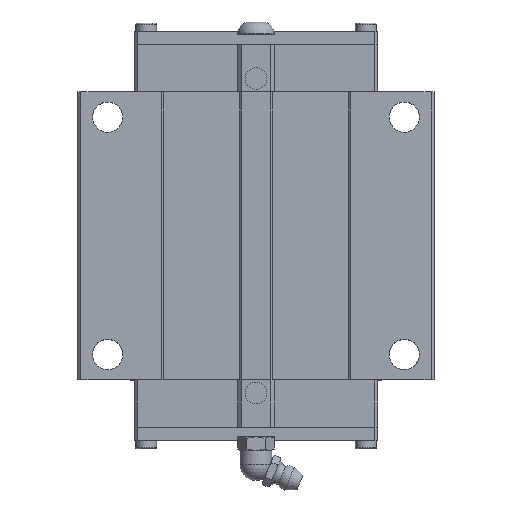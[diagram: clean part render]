
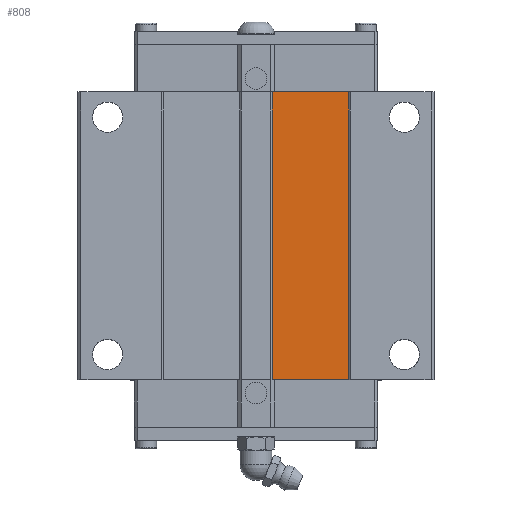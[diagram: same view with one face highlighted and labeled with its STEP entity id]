
A CAD part, top view. The second image highlights one B-rep face of the part: STEP entity #808.
In plain terms, the highlighted planar face has unit normal (0, 0, 1).
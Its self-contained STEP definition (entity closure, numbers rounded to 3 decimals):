
#808=ADVANCED_FACE('',(#1683),#1684,.F.);
#1683=FACE_OUTER_BOUND('',#2618,.T.);
#1684=PLANE('',#2619);
#2618=EDGE_LOOP('',(#5070,#5071,#5072,#5073));
#2619=AXIS2_PLACEMENT_3D('',#5074,#5075,#5076);
#5070=ORIENTED_EDGE('',*,*,#6506,.T.);
#5071=ORIENTED_EDGE('',*,*,#6472,.F.);
#5072=ORIENTED_EDGE('',*,*,#6508,.F.);
#5073=ORIENTED_EDGE('',*,*,#6093,.F.);
#5074=CARTESIAN_POINT('',(0.0,166.001,59.5));
#5075=DIRECTION('',(0.0,0.0,-1.0));
#5076=DIRECTION('',(1.0,0.0,0.0));
#6093=EDGE_CURVE('',#7480,#7482,#7483,.T.);
#6472=EDGE_CURVE('',#8010,#8012,#8013,.T.);
#6506=EDGE_CURVE('',#7480,#8012,#8061,.T.);
#6508=EDGE_CURVE('',#7482,#8010,#8063,.T.);
#7480=VERTEX_POINT('',#9568);
#7482=VERTEX_POINT('',#9571);
#7483=LINE('',#9572,#9573);
#8010=VERTEX_POINT('',#10539);
#8012=VERTEX_POINT('',#10542);
#8013=LINE('',#10543,#10544);
#8061=LINE('',#10615,#10616);
#8063=LINE('',#10618,#10619);
#9568=CARTESIAN_POINT('',(5.5,117.501,59.5));
#9571=CARTESIAN_POINT('',(31.25,117.501,59.5));
#9572=CARTESIAN_POINT('',(0.,117.501,59.5));
#9573=VECTOR('',#11500,1.0);
#10539=CARTESIAN_POINT('',(31.25,20.501,59.5));
#10542=CARTESIAN_POINT('',(5.5,20.501,59.5));
#10543=CARTESIAN_POINT('',(0.,20.501,59.5));
#10544=VECTOR('',#11807,1.0);
#10615=CARTESIAN_POINT('',(5.5,141.751,59.5));
#10616=VECTOR('',#11837,1.0);
#10618=CARTESIAN_POINT('',(31.25,166.001,59.5));
#10619=VECTOR('',#11838,1.0);
#11500=DIRECTION('',(1.0,0.0,0.0));
#11807=DIRECTION('',(-1.0,-0.0,-0.0));
#11837=DIRECTION('',(0.0,-1.0,0.0));
#11838=DIRECTION('',(0.0,-1.0,0.0));
